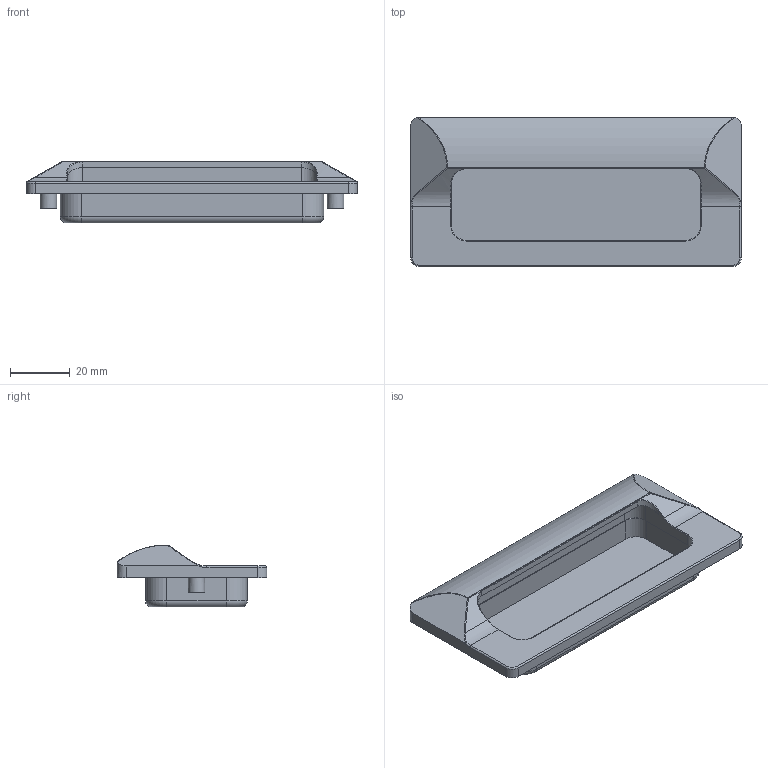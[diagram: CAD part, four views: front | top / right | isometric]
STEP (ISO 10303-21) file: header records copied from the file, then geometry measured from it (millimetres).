
FILE_DESCRIPTION(/* description */ (''),/* implementation_level */ '2;1');
FILE_NAME(/* name */ 'A-MC2.stp',/* time_stamp */ '2024-06-17T12:00:33+09:00',/* author */ ('user'),/* organization */ (''),/* preprocessor_version */ 'ST-DEVELOPER v15.6',/* originating_system */ 'Autodesk Inventor 2015',/* authorisation */ '');
FILE_SCHEMA (('AUTOMOTIVE_DESIGN { 1 0 10303 214 3 1 1 }'));
Length unit declared in the file: millimetre
Products named in the file (3): A-MC2_H; A-MC2-B; A-MC2
Bounding box: 110.5 x 50 x 20.7 mm (x, y, z)
Volume: 19756 mm3; surface area: 24383.3 mm2
Topology: 2 solids, 2 shells, 177 faces, 463 edges, 292 vertices
Faces by surface type: cylinder 77, plane 68, bspline 14, torus 14, cone 2, sphere 2
Full cylindrical faces by diameter (mm): 3.242 x2, 5.5 x2, 6.2 x2
Entity records: 5722 total; most frequent: CARTESIAN_POINT 1277, DIRECTION 956, ORIENTED_EDGE 902, EDGE_CURVE 451, AXIS2_PLACEMENT_3D 359, VERTEX_POINT 288, LINE 238, VECTOR 238
